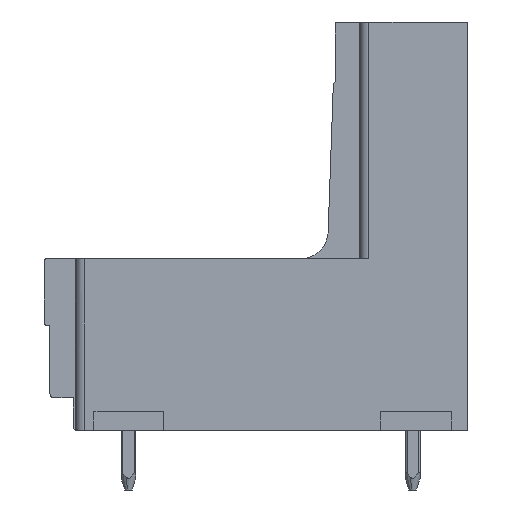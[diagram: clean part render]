
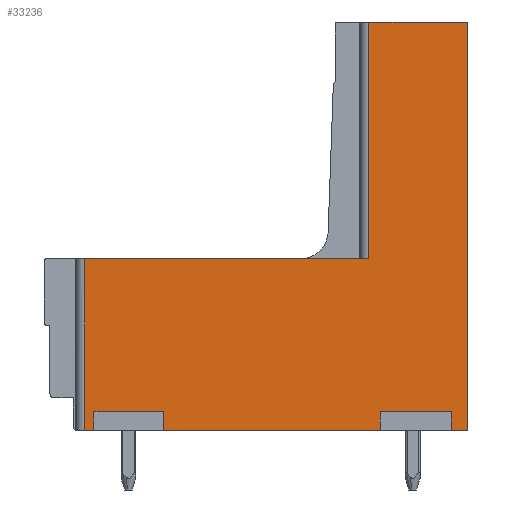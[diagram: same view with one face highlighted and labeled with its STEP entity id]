
A CAD part, left-side view. The second image highlights one B-rep face of the part: STEP entity #33236.
In plain terms, the highlighted planar face has unit normal (-1, 0, 0).
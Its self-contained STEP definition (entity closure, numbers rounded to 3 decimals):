
#33175=AXIS2_PLACEMENT_3D('Plane Axis2P3D',#33172,#33173,#33174) ;
#194=CARTESIAN_POINT('Vertex',(0.,0.,3.2)) ;
#197=CARTESIAN_POINT('Line Origine',(0.,0.435,3.2)) ;
#201=CARTESIAN_POINT('Vertex',(0.,0.87,3.2)) ;
#250=CARTESIAN_POINT('Vertex',(0.,4.69,3.2)) ;
#253=CARTESIAN_POINT('Line Origine',(0.,10.495,3.2)) ;
#257=CARTESIAN_POINT('Vertex',(0.,16.3,3.2)) ;
#278=CARTESIAN_POINT('Vertex',(0.,20.04,3.2)) ;
#281=CARTESIAN_POINT('Line Origine',(0.,20.29,3.2)) ;
#285=CARTESIAN_POINT('Vertex',(0.,20.54,3.2)) ;
#28908=CARTESIAN_POINT('Vertex',(0.,5.3,25.1)) ;
#28911=CARTESIAN_POINT('Line Origine',(0.,2.65,25.1)) ;
#28915=CARTESIAN_POINT('Vertex',(0.,0.,25.1)) ;
#32510=CARTESIAN_POINT('Line Origine',(0.,0.,14.15)) ;
#33092=CARTESIAN_POINT('Line Origine',(0.,20.54,14.15)) ;
#33096=CARTESIAN_POINT('Vertex',(0.,20.54,12.4)) ;
#33157=CARTESIAN_POINT('Vertex',(0.,5.3,12.4)) ;
#33160=CARTESIAN_POINT('Line Origine',(0.,5.3,14.15)) ;
#33172=CARTESIAN_POINT('Axis2P3D Location',(0.,0.,0.)) ;
#33177=CARTESIAN_POINT('Line Origine',(0.,12.92,12.4)) ;
#33182=CARTESIAN_POINT('Line Origine',(0.,20.04,3.7)) ;
#33186=CARTESIAN_POINT('Vertex',(0.,20.04,4.2)) ;
#33189=CARTESIAN_POINT('Line Origine',(0.,18.17,4.2)) ;
#33193=CARTESIAN_POINT('Vertex',(0.,16.3,4.2)) ;
#33196=CARTESIAN_POINT('Line Origine',(0.,16.3,3.7)) ;
#33201=CARTESIAN_POINT('Line Origine',(0.,4.69,3.7)) ;
#33205=CARTESIAN_POINT('Vertex',(0.,4.69,4.2)) ;
#33208=CARTESIAN_POINT('Line Origine',(0.,2.78,4.2)) ;
#33212=CARTESIAN_POINT('Vertex',(0.,0.87,4.2)) ;
#33215=CARTESIAN_POINT('Line Origine',(0.,0.87,3.7)) ;
#198=DIRECTION('Vector Direction',(0.,1.,0.)) ;
#254=DIRECTION('Vector Direction',(0.,1.,0.)) ;
#282=DIRECTION('Vector Direction',(0.,1.,0.)) ;
#28912=DIRECTION('Vector Direction',(0.,-1.,0.)) ;
#32511=DIRECTION('Vector Direction',(0.,0.,-1.)) ;
#33093=DIRECTION('Vector Direction',(0.,0.,1.)) ;
#33161=DIRECTION('Vector Direction',(0.,0.,1.)) ;
#33173=DIRECTION('Axis2P3D Direction',(-1.,0.,0.)) ;
#33174=DIRECTION('Axis2P3D XDirection',(0.,0.,1.)) ;
#33178=DIRECTION('Vector Direction',(0.,-1.,0.)) ;
#33183=DIRECTION('Vector Direction',(0.,0.,-1.)) ;
#33190=DIRECTION('Vector Direction',(0.,-1.,0.)) ;
#33197=DIRECTION('Vector Direction',(0.,0.,1.)) ;
#33202=DIRECTION('Vector Direction',(0.,0.,-1.)) ;
#33209=DIRECTION('Vector Direction',(0.,-1.,0.)) ;
#33216=DIRECTION('Vector Direction',(0.,0.,1.)) ;
#199=VECTOR('Line Direction',#198,1.) ;
#255=VECTOR('Line Direction',#254,1.) ;
#283=VECTOR('Line Direction',#282,1.) ;
#28913=VECTOR('Line Direction',#28912,1.) ;
#32512=VECTOR('Line Direction',#32511,1.) ;
#33094=VECTOR('Line Direction',#33093,1.) ;
#33162=VECTOR('Line Direction',#33161,1.) ;
#33179=VECTOR('Line Direction',#33178,1.) ;
#33184=VECTOR('Line Direction',#33183,1.) ;
#33191=VECTOR('Line Direction',#33190,1.) ;
#33198=VECTOR('Line Direction',#33197,1.) ;
#33203=VECTOR('Line Direction',#33202,1.) ;
#33210=VECTOR('Line Direction',#33209,1.) ;
#33217=VECTOR('Line Direction',#33216,1.) ;
#33221=ORIENTED_EDGE('',*,*,#33181,.F.) ;
#33222=ORIENTED_EDGE('',*,*,#33098,.T.) ;
#33223=ORIENTED_EDGE('',*,*,#287,.T.) ;
#33224=ORIENTED_EDGE('',*,*,#33188,.T.) ;
#33225=ORIENTED_EDGE('',*,*,#33195,.T.) ;
#33226=ORIENTED_EDGE('',*,*,#33200,.T.) ;
#33227=ORIENTED_EDGE('',*,*,#259,.T.) ;
#33228=ORIENTED_EDGE('',*,*,#33207,.T.) ;
#33229=ORIENTED_EDGE('',*,*,#33214,.T.) ;
#33230=ORIENTED_EDGE('',*,*,#33219,.T.) ;
#33231=ORIENTED_EDGE('',*,*,#203,.T.) ;
#33232=ORIENTED_EDGE('',*,*,#32514,.T.) ;
#33233=ORIENTED_EDGE('',*,*,#28917,.T.) ;
#33234=ORIENTED_EDGE('',*,*,#33164,.T.) ;
#33236=ADVANCED_FACE('HOUSING',(#33235),#33176,.T.) ;
#203=EDGE_CURVE('',#202,#195,#200,.F.) ;
#259=EDGE_CURVE('',#258,#251,#256,.F.) ;
#287=EDGE_CURVE('',#286,#279,#284,.F.) ;
#28917=EDGE_CURVE('',#28916,#28909,#28914,.F.) ;
#32514=EDGE_CURVE('',#195,#28916,#32513,.F.) ;
#33098=EDGE_CURVE('',#33097,#286,#33095,.F.) ;
#33164=EDGE_CURVE('',#28909,#33158,#33163,.F.) ;
#33181=EDGE_CURVE('',#33097,#33158,#33180,.T.) ;
#33188=EDGE_CURVE('',#279,#33187,#33185,.F.) ;
#33195=EDGE_CURVE('',#33187,#33194,#33192,.T.) ;
#33200=EDGE_CURVE('',#33194,#258,#33199,.F.) ;
#33207=EDGE_CURVE('',#251,#33206,#33204,.F.) ;
#33214=EDGE_CURVE('',#33206,#33213,#33211,.T.) ;
#33219=EDGE_CURVE('',#33213,#202,#33218,.F.) ;
#33220=EDGE_LOOP('',(#33221,#33222,#33223,#33224,#33225,#33226,#33227,#33228,#33229,#33230,#33231,#33232,#33233,#33234)) ;
#33235=FACE_OUTER_BOUND('',#33220,.T.) ;
#200=LINE('Line',#197,#199) ;
#256=LINE('Line',#253,#255) ;
#284=LINE('Line',#281,#283) ;
#28914=LINE('Line',#28911,#28913) ;
#32513=LINE('Line',#32510,#32512) ;
#33095=LINE('Line',#33092,#33094) ;
#33163=LINE('Line',#33160,#33162) ;
#33180=LINE('Line',#33177,#33179) ;
#33185=LINE('Line',#33182,#33184) ;
#33192=LINE('Line',#33189,#33191) ;
#33199=LINE('Line',#33196,#33198) ;
#33204=LINE('Line',#33201,#33203) ;
#33211=LINE('Line',#33208,#33210) ;
#33218=LINE('Line',#33215,#33217) ;
#33176=PLANE('',#33175) ;
#195=VERTEX_POINT('',#194) ;
#202=VERTEX_POINT('',#201) ;
#251=VERTEX_POINT('',#250) ;
#258=VERTEX_POINT('',#257) ;
#279=VERTEX_POINT('',#278) ;
#286=VERTEX_POINT('',#285) ;
#28909=VERTEX_POINT('',#28908) ;
#28916=VERTEX_POINT('',#28915) ;
#33097=VERTEX_POINT('',#33096) ;
#33158=VERTEX_POINT('',#33157) ;
#33187=VERTEX_POINT('',#33186) ;
#33194=VERTEX_POINT('',#33193) ;
#33206=VERTEX_POINT('',#33205) ;
#33213=VERTEX_POINT('',#33212) ;
